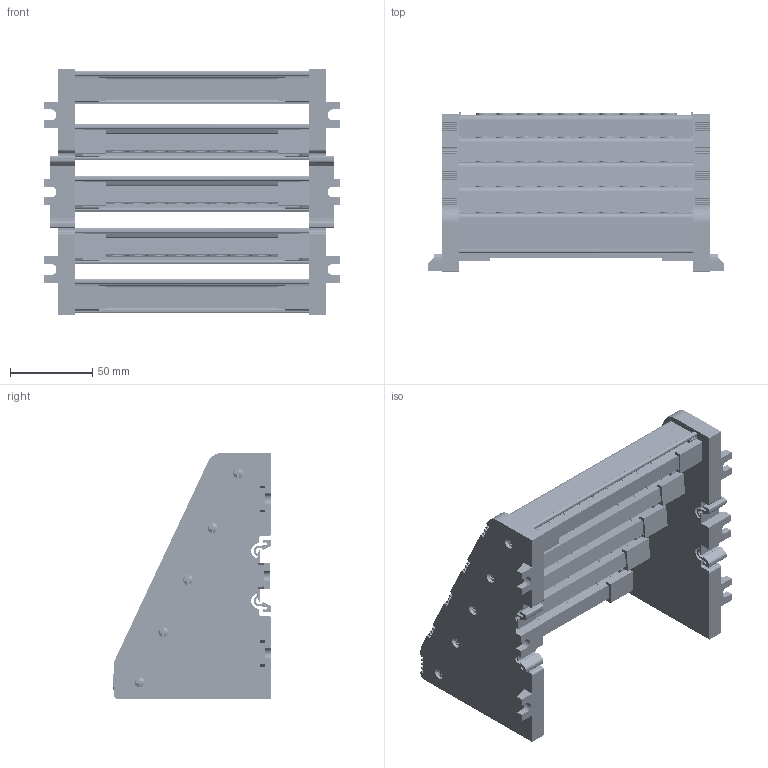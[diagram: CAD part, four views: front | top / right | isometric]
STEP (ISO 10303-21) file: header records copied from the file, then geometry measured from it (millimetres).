
FILE_DESCRIPTION (( 'STEP AP203' ), '1' );
FILE_NAME ('10x15 Beþ Kutuplu Daðýtýcý Ünite - 10 Delikli.STEP', '2019-01-22T13:20:14', ( '' ), ( '' ), 'SwSTEP 2.0', 'SolidWorks 2011', '' );
FILE_SCHEMA (( 'CONFIG_CONTROL_DESIGN' ));
Products named in the file (1): 10x15 Beþ Kutuplu Daðýtýcý Ünite - 10 Delikli
Bounding box: 180.5 x 96.66 x 150 mm (x, y, z)
Volume: 370607 mm3; surface area: 192397.1 mm2
Topology: 1 solids, 11 shells, 4787 faces, 13081 edges, 8476 vertices
Faces by surface type: plane 2355, cylinder 1321, bspline 761, cone 350
Entity records: 201102 total; most frequent: CARTESIAN_POINT 90743, ORIENTED_EDGE 26122, DIRECTION 18210, EDGE_CURVE 13061, VERTEX_POINT 8476, LINE 6750, VECTOR 6750, AXIS2_PLACEMENT_3D 5730
